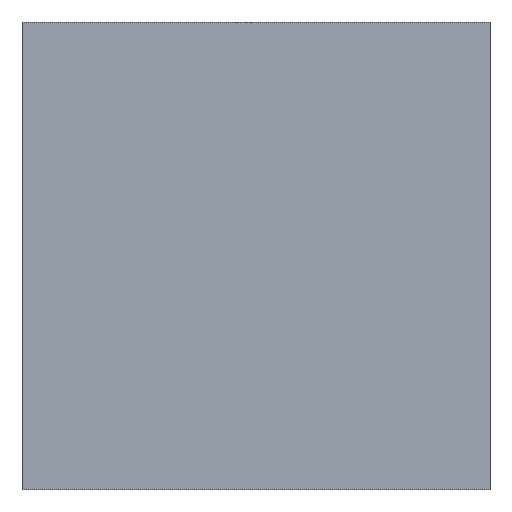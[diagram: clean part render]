
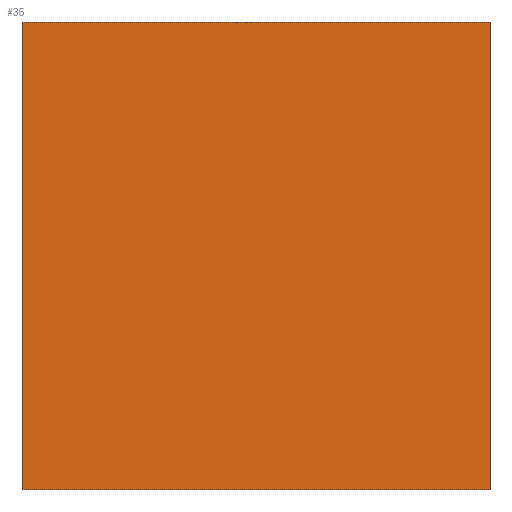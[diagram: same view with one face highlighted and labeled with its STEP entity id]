
A CAD part, top view. The second image highlights one B-rep face of the part: STEP entity #35.
In plain terms, the highlighted planar face has unit normal (0, 0, 1).
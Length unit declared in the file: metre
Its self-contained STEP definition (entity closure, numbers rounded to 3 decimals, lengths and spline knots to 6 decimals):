
#12=FACE_OUTER_BOUND('',#13,.T.);
#13=EDGE_LOOP('',(#30,#31,#32,#33));
#14=LINE('',#64,#18);
#15=LINE('',#66,#19);
#16=LINE('',#68,#20);
#17=LINE('',#69,#21);
#18=VECTOR('',#56,0.01);
#19=VECTOR('',#57,0.01);
#20=VECTOR('',#58,0.01);
#21=VECTOR('',#59,0.01);
#22=VERTEX_POINT('',#62);
#23=VERTEX_POINT('',#63);
#24=VERTEX_POINT('',#65);
#25=VERTEX_POINT('',#67);
#26=EDGE_CURVE('',#22,#23,#14,.T.);
#27=EDGE_CURVE('',#23,#24,#15,.T.);
#28=EDGE_CURVE('',#24,#25,#16,.T.);
#29=EDGE_CURVE('',#25,#22,#17,.T.);
#30=ORIENTED_EDGE('',*,*,#26,.T.);
#31=ORIENTED_EDGE('',*,*,#27,.T.);
#32=ORIENTED_EDGE('',*,*,#28,.T.);
#33=ORIENTED_EDGE('',*,*,#29,.T.);
#34=PLANE('',#51);
#35=ADVANCED_FACE('',(#12),#34,.T.);
#51=AXIS2_PLACEMENT_3D('',#61,#54,#55);
#54=DIRECTION('center_axis',(0.,0.,1.));
#55=DIRECTION('ref_axis',(1.,0.,0.));
#56=DIRECTION('',(0.,1.,0.));
#57=DIRECTION('',(-1.,0.,0.));
#58=DIRECTION('',(0.,-1.,0.));
#59=DIRECTION('',(1.,0.,0.));
#61=CARTESIAN_POINT('Origin',(0.,0.,0.));
#62=CARTESIAN_POINT('',(0.75,-0.75,0.));
#63=CARTESIAN_POINT('',(0.75,0.75,0.));
#64=CARTESIAN_POINT('',(0.75,-0.75,0.));
#65=CARTESIAN_POINT('',(-0.75,0.75,0.));
#66=CARTESIAN_POINT('',(0.75,0.75,0.));
#67=CARTESIAN_POINT('',(-0.75,-0.75,0.));
#68=CARTESIAN_POINT('',(-0.75,0.75,0.));
#69=CARTESIAN_POINT('',(-0.75,-0.75,0.));
